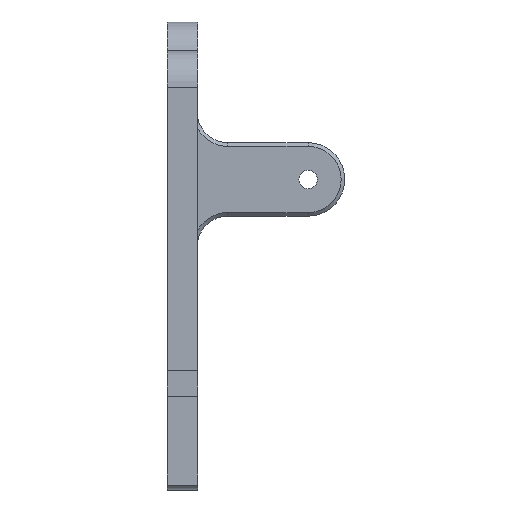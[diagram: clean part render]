
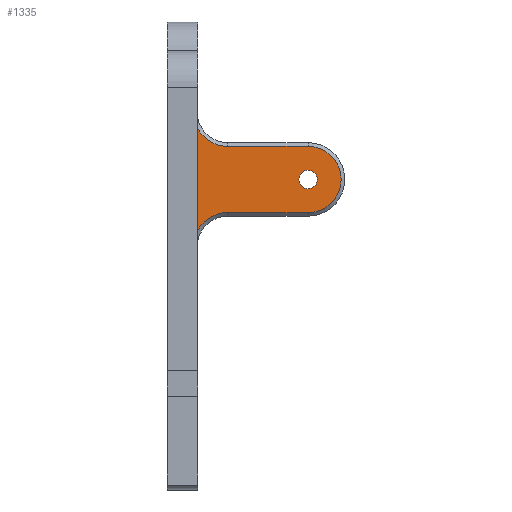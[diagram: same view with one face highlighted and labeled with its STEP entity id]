
A CAD part, left-side view. The second image highlights one B-rep face of the part: STEP entity #1335.
In plain terms, the highlighted planar face has unit normal (-1, 0, 0).
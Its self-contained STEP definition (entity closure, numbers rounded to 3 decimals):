
#374 = AXIS2_PLACEMENT_3D ( 'NONE', #4730, #5280, #3709 ) ;
#428 = VERTEX_POINT ( 'NONE', #1691 ) ;
#466 = CARTESIAN_POINT ( 'NONE',  ( -23.201, -17.312, 123.683 ) ) ;
#506 = VECTOR ( 'NONE', #3581, 1000. ) ;
#559 = CARTESIAN_POINT ( 'NONE',  ( -23.201, -4.211, 129.083 ) ) ;
#572 = AXIS2_PLACEMENT_3D ( 'NONE', #466, #1987, #3512 ) ;
#626 = ORIENTED_EDGE ( 'NONE', *, *, #3689, .F. ) ;
#677 = DIRECTION ( 'NONE',  ( 0., 0., 1. ) ) ;
#837 = CARTESIAN_POINT ( 'NONE',  ( -23.201, -17.312, 122.183 ) ) ;
#981 = EDGE_CURVE ( 'NONE', #428, #4737, #6176, .T. ) ;
#989 = DIRECTION ( 'NONE',  ( 1., 0., 0. ) ) ;
#1011 = VERTEX_POINT ( 'NONE', #1179 ) ;
#1026 = LINE ( 'NONE', #559, #1250 ) ;
#1105 = CARTESIAN_POINT ( 'NONE',  ( -23.201, -17.312, 123.683 ) ) ;
#1109 = EDGE_CURVE ( 'NONE', #1607, #5791, #1874, .T. ) ;
#1179 = CARTESIAN_POINT ( 'NONE',  ( -23.201, -17.312, 125.183 ) ) ;
#1250 = VECTOR ( 'NONE', #3060, 1000. ) ;
#1288 = ORIENTED_EDGE ( 'NONE', *, *, #5448, .T. ) ;
#1317 = VERTEX_POINT ( 'NONE', #837 ) ;
#1335 = ADVANCED_FACE ( 'NONE', ( #1464, #6570 ), #1467, .F. ) ;
#1464 = FACE_OUTER_BOUND ( 'NONE', #1785, .T. ) ;
#1467 = PLANE ( 'NONE',  #2146 ) ;
#1607 = VERTEX_POINT ( 'NONE', #3699 ) ;
#1691 = CARTESIAN_POINT ( 'NONE',  ( -23.201, -4.211, 129.083 ) ) ;
#1726 = AXIS2_PLACEMENT_3D ( 'NONE', #3255, #6325, #677 ) ;
#1785 = EDGE_LOOP ( 'NONE', ( #1288, #3608, #5103, #2714, #6139, #4411 ) ) ;
#1874 = CIRCLE ( 'NONE', #4857, 5.6 ) ;
#1987 = DIRECTION ( 'NONE',  ( -1., 0., 0. ) ) ;
#1997 = LINE ( 'NONE', #2609, #2313 ) ;
#2022 = EDGE_CURVE ( 'NONE', #5791, #5484, #1997, .T. ) ;
#2146 = AXIS2_PLACEMENT_3D ( 'NONE', #2505, #989, #4561 ) ;
#2153 = DIRECTION ( 'NONE',  ( 0., -1., 0. ) ) ;
#2214 = EDGE_LOOP ( 'NONE', ( #5780, #626 ) ) ;
#2237 = EDGE_CURVE ( 'NONE', #5923, #428, #1026, .T. ) ;
#2280 = CIRCLE ( 'NONE', #572, 1.5 ) ;
#2313 = VECTOR ( 'NONE', #2153, 1000. ) ;
#2320 = CARTESIAN_POINT ( 'NONE',  ( -23.201, -4.211, 118.283 ) ) ;
#2505 = CARTESIAN_POINT ( 'NONE',  ( -23.201, -17.312, 123.683 ) ) ;
#2609 = CARTESIAN_POINT ( 'NONE',  ( -23.201, -17.312, 118.283 ) ) ;
#2714 = ORIENTED_EDGE ( 'NONE', *, *, #6534, .T. ) ;
#2835 = CARTESIAN_POINT ( 'NONE',  ( -23.201, 0.688, 131.97 ) ) ;
#3060 = DIRECTION ( 'NONE',  ( 0., 1., 0. ) ) ;
#3199 = LINE ( 'NONE', #5643, #506 ) ;
#3255 = CARTESIAN_POINT ( 'NONE',  ( -23.201, -17.312, 123.683 ) ) ;
#3272 = CARTESIAN_POINT ( 'NONE',  ( -23.201, -4.211, 112.683 ) ) ;
#3341 = DIRECTION ( 'NONE',  ( 1., 0., 0. ) ) ;
#3512 = DIRECTION ( 'NONE',  ( 0., 0., -1. ) ) ;
#3581 = DIRECTION ( 'NONE',  ( 0., 0., -1. ) ) ;
#3608 = ORIENTED_EDGE ( 'NONE', *, *, #1109, .T. ) ;
#3689 = EDGE_CURVE ( 'NONE', #1011, #1317, #2280, .T. ) ;
#3699 = CARTESIAN_POINT ( 'NONE',  ( -23.201, 0.688, 115.396 ) ) ;
#3709 = DIRECTION ( 'NONE',  ( 0., 0., 1. ) ) ;
#4091 = CARTESIAN_POINT ( 'NONE',  ( -23.201, -17.312, 129.083 ) ) ;
#4411 = ORIENTED_EDGE ( 'NONE', *, *, #981, .T. ) ;
#4421 = CIRCLE ( 'NONE', #1726, 5.4 ) ;
#4561 = DIRECTION ( 'NONE',  ( 0., 0., 1. ) ) ;
#4730 = CARTESIAN_POINT ( 'NONE',  ( -23.201, -4.211, 134.683 ) ) ;
#4737 = VERTEX_POINT ( 'NONE', #2835 ) ;
#4857 = AXIS2_PLACEMENT_3D ( 'NONE', #3272, #3341, #5911 ) ;
#5103 = ORIENTED_EDGE ( 'NONE', *, *, #2022, .T. ) ;
#5280 = DIRECTION ( 'NONE',  ( 1., 0., 0. ) ) ;
#5448 = EDGE_CURVE ( 'NONE', #4737, #1607, #3199, .T. ) ;
#5484 = VERTEX_POINT ( 'NONE', #5667 ) ;
#5618 = DIRECTION ( 'NONE',  ( -1., 0., 0. ) ) ;
#5643 = CARTESIAN_POINT ( 'NONE',  ( -23.201, 0.688, 129.683 ) ) ;
#5667 = CARTESIAN_POINT ( 'NONE',  ( -23.201, -17.312, 118.283 ) ) ;
#5694 = AXIS2_PLACEMENT_3D ( 'NONE', #1105, #5618, #6224 ) ;
#5780 = ORIENTED_EDGE ( 'NONE', *, *, #6451, .F. ) ;
#5791 = VERTEX_POINT ( 'NONE', #2320 ) ;
#5911 = DIRECTION ( 'NONE',  ( 0., 0., 1. ) ) ;
#5923 = VERTEX_POINT ( 'NONE', #4091 ) ;
#6139 = ORIENTED_EDGE ( 'NONE', *, *, #2237, .T. ) ;
#6176 = CIRCLE ( 'NONE', #374, 5.6 ) ;
#6186 = CIRCLE ( 'NONE', #5694, 1.5 ) ;
#6224 = DIRECTION ( 'NONE',  ( 0., 0., -1. ) ) ;
#6325 = DIRECTION ( 'NONE',  ( -1., 0., 0. ) ) ;
#6451 = EDGE_CURVE ( 'NONE', #1317, #1011, #6186, .T. ) ;
#6534 = EDGE_CURVE ( 'NONE', #5484, #5923, #4421, .T. ) ;
#6570 = FACE_BOUND ( 'NONE', #2214, .T. ) ;
